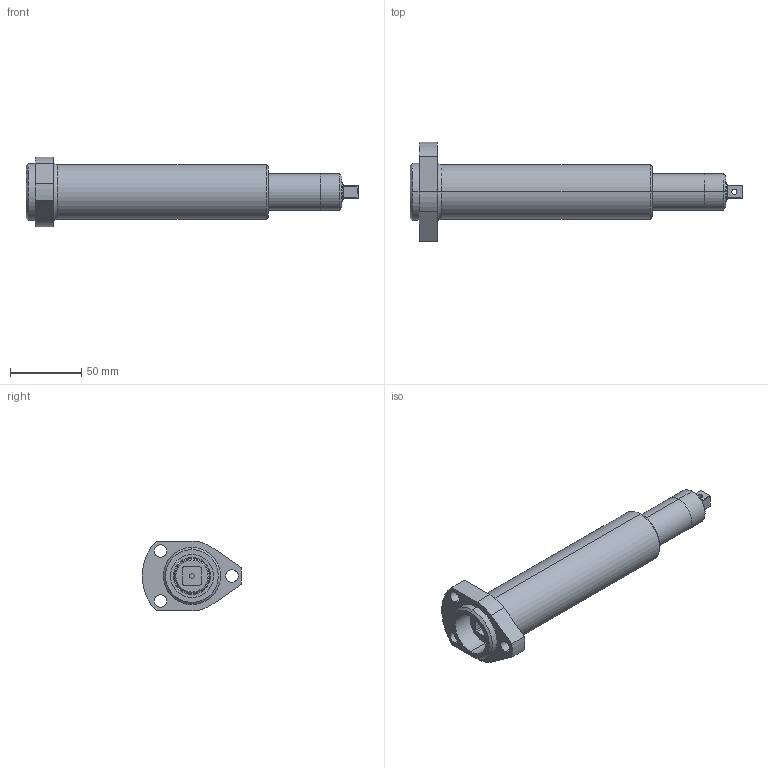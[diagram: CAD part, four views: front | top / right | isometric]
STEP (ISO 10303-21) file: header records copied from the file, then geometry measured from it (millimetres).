
FILE_DESCRIPTION (( 'STEP AP214' ), '1' );
FILE_NAME ('SA-3S3-2-50-38.STEP', '2018-12-07T19:47:50', ( '' ), ( '' ), 'SwSTEP 2.0', 'SolidWorks 2017', '' );
FILE_SCHEMA (( 'AUTOMOTIVE_DESIGN' ));
Length unit declared in the file: inch
Products named in the file (16): SA-072-1.18; SCE-1614P; N-3-10-.62-1; SA-3S3-2-50-38; SCE-1614P-1; J-1616-3; J-1616; .188 x 3.0 LG.; R-3-10-5.78-20-1; J-1616-1; SCE-1614P-3; SA-343H; J-1616-2; SA-011; SCE-1614P-2; S-10-474-20-07
Assembly tree (15 placements, depth 3):
  SA-3S3-2-50-38
    SA-343H
    R-3-10-5.78-20-1
      S-10-474-20-07
      N-3-10-.62-1
      .188 x 3.0 LG.
    J-1616
      J-1616-1
      J-1616-2
      J-1616-3
    SA-072-1.18
    SCE-1614P
      SCE-1614P-1
      SCE-1614P-2
      SCE-1614P-3
    SA-011
Bounding box: 232.66 x 69.67 x 49 mm (x, y, z)
Volume: 164365.5 mm3; surface area: 105519.7 mm2
Topology: 19 solids, 19 shells, 314 faces, 712 edges, 443 vertices
Faces by surface type: cylinder 120, plane 108, torus 54, cone 32
Entity records: 9935 total; most frequent: DIRECTION 1780, CARTESIAN_POINT 1700, ORIENTED_EDGE 1420, AXIS2_PLACEMENT_3D 755, EDGE_CURVE 710, VERTEX_POINT 443, CIRCLE 420, EDGE_LOOP 369
